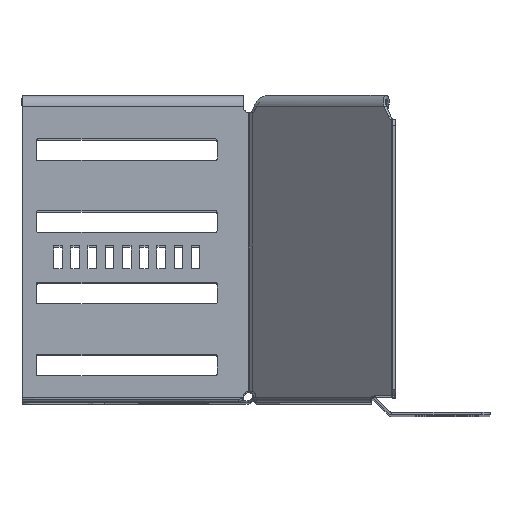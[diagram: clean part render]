
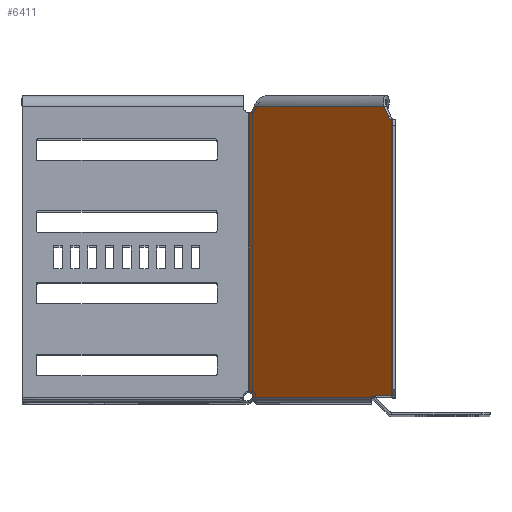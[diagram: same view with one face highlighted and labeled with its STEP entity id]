
A CAD part, top view. The second image highlights one B-rep face of the part: STEP entity #6411.
In plain terms, the highlighted face is planar.
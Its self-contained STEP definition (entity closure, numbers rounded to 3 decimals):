
#315 = ORIENTED_EDGE ( 'NONE', *, *, #25417, .F. ) ;
#1069 = EDGE_CURVE ( 'NONE', #11433, #10981, #5953, .T. ) ;
#1138 = ORIENTED_EDGE ( 'NONE', *, *, #1069, .F. ) ;
#1494 = ORIENTED_EDGE ( 'NONE', *, *, #19775, .F. ) ;
#1645 = VERTEX_POINT ( 'NONE', #1765 ) ;
#1697 = LINE ( 'NONE', #8073, #10156 ) ;
#1765 = CARTESIAN_POINT ( 'NONE',  ( -139.676, 1.75, -6.75 ) ) ;
#2003 = ORIENTED_EDGE ( 'NONE', *, *, #5061, .F. ) ;
#2019 = VECTOR ( 'NONE', #22908, 1000. ) ;
#2365 = CARTESIAN_POINT ( 'NONE',  ( -79.35, 103.25, -6.75 ) ) ;
#2407 = VECTOR ( 'NONE', #15908, 1000. ) ;
#3049 = ORIENTED_EDGE ( 'NONE', *, *, #27888, .T. ) ;
#3461 = ORIENTED_EDGE ( 'NONE', *, *, #20714, .F. ) ;
#3826 = CARTESIAN_POINT ( 'NONE',  ( -81.299, 102.125, -6.75 ) ) ;
#4541 = LINE ( 'NONE', #4947, #7462 ) ;
#4947 = CARTESIAN_POINT ( 'NONE',  ( -79.72, 0., -6.75 ) ) ;
#5061 = EDGE_CURVE ( 'NONE', #16899, #8652, #23980, .T. ) ;
#5520 = DIRECTION ( 'NONE',  ( -0.5, -0.866, 0. ) ) ;
#5782 = VERTEX_POINT ( 'NONE', #18214 ) ;
#5948 = ORIENTED_EDGE ( 'NONE', *, *, #11879, .F. ) ;
#5953 = CIRCLE ( 'NONE', #21728, 2.25 ) ;
#5956 = ORIENTED_EDGE ( 'NONE', *, *, #8961, .F. ) ;
#6124 = PLANE ( 'NONE',  #26639 ) ;
#6376 = EDGE_CURVE ( 'NONE', #21345, #8682, #7836, .T. ) ;
#6411 = ADVANCED_FACE ( 'NONE', ( #10250 ), #6124, .F. ) ;
#6826 = DIRECTION ( 'NONE',  ( 1., 0., 0. ) ) ;
#7201 = DIRECTION ( 'NONE',  ( 0., 1., 0. ) ) ;
#7291 = CARTESIAN_POINT ( 'NONE',  ( -206.54, 2.25, -6.75 ) ) ;
#7462 = VECTOR ( 'NONE', #22059, 1000. ) ;
#7746 = VERTEX_POINT ( 'NONE', #12880 ) ;
#7836 = LINE ( 'NONE', #14185, #19862 ) ;
#8073 = CARTESIAN_POINT ( 'NONE',  ( -149.72, 0., -6.75 ) ) ;
#8424 = AXIS2_PLACEMENT_3D ( 'NONE', #22166, #26833, #7201 ) ;
#8652 = VERTEX_POINT ( 'NONE', #25056 ) ;
#8682 = VERTEX_POINT ( 'NONE', #13918 ) ;
#8902 = DIRECTION ( 'NONE',  ( 0., 1., 0. ) ) ;
#8961 = EDGE_CURVE ( 'NONE', #7746, #23792, #10679, .T. ) ;
#10156 = VECTOR ( 'NONE', #25262, 1000. ) ;
#10250 = FACE_OUTER_BOUND ( 'NONE', #16128, .T. ) ;
#10679 = CIRCLE ( 'NONE', #8424, 2.25 ) ;
#10981 = VERTEX_POINT ( 'NONE', #12237 ) ;
#11433 = VERTEX_POINT ( 'NONE', #19256 ) ;
#11879 = EDGE_CURVE ( 'NONE', #5782, #26130, #26637, .T. ) ;
#12237 = CARTESIAN_POINT ( 'NONE',  ( -149.72, 98.481, -6.75 ) ) ;
#12508 = DIRECTION ( 'NONE',  ( 0., 1., 0. ) ) ;
#12880 = CARTESIAN_POINT ( 'NONE',  ( -81.6, 1.75, -6.75 ) ) ;
#13180 = AXIS2_PLACEMENT_3D ( 'NONE', #2365, #21859, #8902 ) ;
#13341 = CARTESIAN_POINT ( 'NONE',  ( -206.54, 1.75, -6.75 ) ) ;
#13676 = DIRECTION ( 'NONE',  ( 0., 1., 0. ) ) ;
#13874 = CARTESIAN_POINT ( 'NONE',  ( -79.72, 3.969, -6.75 ) ) ;
#13918 = CARTESIAN_POINT ( 'NONE',  ( -81.948, 103.25, -6.75 ) ) ;
#14185 = CARTESIAN_POINT ( 'NONE',  ( -206.54, 103.25, -6.75 ) ) ;
#14294 = ORIENTED_EDGE ( 'NONE', *, *, #18828, .F. ) ;
#14756 = CARTESIAN_POINT ( 'NONE',  ( -206.54, 0., -6.75 ) ) ;
#14901 = LINE ( 'NONE', #13341, #25970 ) ;
#15381 = CARTESIAN_POINT ( 'NONE',  ( -146.02, 103.25, -6.75 ) ) ;
#15780 = DIRECTION ( 'NONE',  ( 0., 0., -1. ) ) ;
#15908 = DIRECTION ( 'NONE',  ( 1., 0., 0. ) ) ;
#16128 = EDGE_LOOP ( 'NONE', ( #14294, #5956, #1494, #3461, #5948, #3049, #1138, #315, #23207, #23140, #2003 ) ) ;
#16399 = CARTESIAN_POINT ( 'NONE',  ( -137.139, 118.632, -6.75 ) ) ;
#16434 = DIRECTION ( 'NONE',  ( 0., 0., 1. ) ) ;
#16899 = VERTEX_POINT ( 'NONE', #24414 ) ;
#17621 = CARTESIAN_POINT ( 'NONE',  ( -150.09, 100.7, -6.75 ) ) ;
#18214 = CARTESIAN_POINT ( 'NONE',  ( -149.72, 2.25, -6.75 ) ) ;
#18828 = EDGE_CURVE ( 'NONE', #23792, #16899, #4541, .T. ) ;
#19225 = CIRCLE ( 'NONE', #21483, 2.25 ) ;
#19256 = CARTESIAN_POINT ( 'NONE',  ( -148.141, 99.575, -6.75 ) ) ;
#19284 = DIRECTION ( 'NONE',  ( 0., 1., 0. ) ) ;
#19550 = DIRECTION ( 'NONE',  ( 0., 0., -1. ) ) ;
#19775 = EDGE_CURVE ( 'NONE', #1645, #7746, #14901, .T. ) ;
#19862 = VECTOR ( 'NONE', #27316, 1000. ) ;
#20714 = EDGE_CURVE ( 'NONE', #26130, #1645, #19225, .T. ) ;
#21345 = VERTEX_POINT ( 'NONE', #15381 ) ;
#21483 = AXIS2_PLACEMENT_3D ( 'NONE', #23937, #19550, #19284 ) ;
#21728 = AXIS2_PLACEMENT_3D ( 'NONE', #17621, #15780, #13676 ) ;
#21859 = DIRECTION ( 'NONE',  ( 0., 0., -1. ) ) ;
#22059 = DIRECTION ( 'NONE',  ( 0., 1., 0. ) ) ;
#22166 = CARTESIAN_POINT ( 'NONE',  ( -79.35, 1.75, -6.75 ) ) ;
#22908 = DIRECTION ( 'NONE',  ( -0.5, 0.866, 0. ) ) ;
#22943 = VECTOR ( 'NONE', #5520, 1000. ) ;
#23140 = ORIENTED_EDGE ( 'NONE', *, *, #26481, .F. ) ;
#23207 = ORIENTED_EDGE ( 'NONE', *, *, #6376, .T. ) ;
#23792 = VERTEX_POINT ( 'NONE', #13874 ) ;
#23937 = CARTESIAN_POINT ( 'NONE',  ( -141.09, 0., -6.75 ) ) ;
#23980 = CIRCLE ( 'NONE', #13180, 2.25 ) ;
#24414 = CARTESIAN_POINT ( 'NONE',  ( -79.72, 101.031, -6.75 ) ) ;
#25056 = CARTESIAN_POINT ( 'NONE',  ( -81.299, 102.125, -6.75 ) ) ;
#25262 = DIRECTION ( 'NONE',  ( 0., 1., 0. ) ) ;
#25417 = EDGE_CURVE ( 'NONE', #21345, #11433, #27426, .T. ) ;
#25621 = CARTESIAN_POINT ( 'NONE',  ( -141.09, 2.25, -6.75 ) ) ;
#25970 = VECTOR ( 'NONE', #6826, 1000. ) ;
#26130 = VERTEX_POINT ( 'NONE', #25621 ) ;
#26481 = EDGE_CURVE ( 'NONE', #8652, #8682, #27433, .T. ) ;
#26637 = LINE ( 'NONE', #7291, #2407 ) ;
#26639 = AXIS2_PLACEMENT_3D ( 'NONE', #14756, #16434, #12508 ) ;
#26833 = DIRECTION ( 'NONE',  ( 0., 0., -1. ) ) ;
#27316 = DIRECTION ( 'NONE',  ( 1., 0., 0. ) ) ;
#27426 = LINE ( 'NONE', #16399, #22943 ) ;
#27433 = LINE ( 'NONE', #3826, #2019 ) ;
#27888 = EDGE_CURVE ( 'NONE', #5782, #10981, #1697, .T. ) ;
